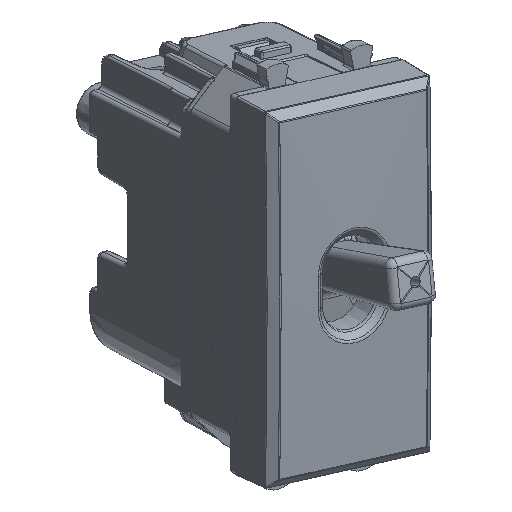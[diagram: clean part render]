
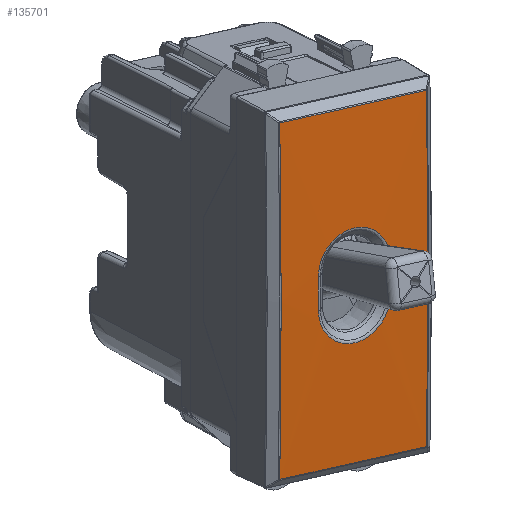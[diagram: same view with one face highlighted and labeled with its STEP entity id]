
A CAD part, top view. The second image highlights one B-rep face of the part: STEP entity #135701.
In plain terms, the highlighted cylindrical face has radius 825.27 mm (diameter 1650.54 mm), a partial arc.
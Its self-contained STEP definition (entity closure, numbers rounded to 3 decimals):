
#131173=CARTESIAN_POINT('Vertex',(9.767,-21.068,13.381)) ;
#131176=CARTESIAN_POINT('Line Origine',(0.,-21.068,13.381)) ;
#131180=CARTESIAN_POINT('Vertex',(-9.767,-21.068,13.381)) ;
#131265=CARTESIAN_POINT('Control Point',(-9.767,-21.068,13.381)) ;
#131266=CARTESIAN_POINT('Control Point',(-9.763,-16.33,13.502)) ;
#131267=CARTESIAN_POINT('Control Point',(-9.761,-11.592,13.589)) ;
#131268=CARTESIAN_POINT('Control Point',(-9.76,-6.853,13.642)) ;
#131269=CARTESIAN_POINT('Control Point',(-9.759,1.574,13.676)) ;
#131270=CARTESIAN_POINT('Control Point',(-9.761,10.002,13.602)) ;
#131271=CARTESIAN_POINT('Control Point',(-9.762,13.691,13.549)) ;
#131272=CARTESIAN_POINT('Control Point',(-9.764,17.38,13.475)) ;
#131273=CARTESIAN_POINT('Control Point',(-9.767,21.068,13.381)) ;
#131274=CARTESIAN_POINT('Vertex',(-9.767,21.068,13.381)) ;
#131333=CARTESIAN_POINT('Line Origine',(0.,21.068,13.381)) ;
#131337=CARTESIAN_POINT('Vertex',(9.767,21.068,13.381)) ;
#131422=CARTESIAN_POINT('Control Point',(9.767,-21.068,13.381)) ;
#131423=CARTESIAN_POINT('Control Point',(9.763,-16.361,13.501)) ;
#131424=CARTESIAN_POINT('Control Point',(9.761,-11.654,13.588)) ;
#131425=CARTESIAN_POINT('Control Point',(9.76,-6.945,13.641)) ;
#131426=CARTESIAN_POINT('Control Point',(9.759,1.482,13.676)) ;
#131427=CARTESIAN_POINT('Control Point',(9.761,9.91,13.603)) ;
#131428=CARTESIAN_POINT('Control Point',(9.762,13.63,13.55)) ;
#131429=CARTESIAN_POINT('Control Point',(9.764,17.349,13.476)) ;
#131430=CARTESIAN_POINT('Control Point',(9.767,21.068,13.381)) ;
#135633=CARTESIAN_POINT('Axis2P3D Location',(0.,0.,-811.62)) ;
#135645=CARTESIAN_POINT('Control Point',(4.795,-2.002,13.648)) ;
#135646=CARTESIAN_POINT('Control Point',(4.795,-0.668,13.651)) ;
#135647=CARTESIAN_POINT('Control Point',(4.795,0.667,13.651)) ;
#135648=CARTESIAN_POINT('Control Point',(4.795,2.002,13.648)) ;
#135649=CARTESIAN_POINT('Vertex',(4.795,2.003,13.648)) ;
#135651=CARTESIAN_POINT('Vertex',(4.795,-2.002,13.648)) ;
#135655=CARTESIAN_POINT('Control Point',(4.795,-2.003,13.648)) ;
#135656=CARTESIAN_POINT('Control Point',(4.794,-3.227,13.645)) ;
#135657=CARTESIAN_POINT('Control Point',(4.401,-4.45,13.639)) ;
#135658=CARTESIAN_POINT('Control Point',(3.616,-5.504,13.632)) ;
#135659=CARTESIAN_POINT('Control Point',(2.027,-6.595,13.624)) ;
#135660=CARTESIAN_POINT('Control Point',(0.185,-6.844,13.622)) ;
#135661=CARTESIAN_POINT('Control Point',(-0.437,-6.828,13.622)) ;
#135662=CARTESIAN_POINT('Control Point',(-2.214,-6.492,13.625)) ;
#135663=CARTESIAN_POINT('Control Point',(-3.71,-5.375,13.633)) ;
#135664=CARTESIAN_POINT('Control Point',(-4.433,-4.35,13.64)) ;
#135665=CARTESIAN_POINT('Control Point',(-4.794,-3.177,13.645)) ;
#135666=CARTESIAN_POINT('Control Point',(-4.795,-2.003,13.648)) ;
#135667=CARTESIAN_POINT('Vertex',(-4.795,-2.003,13.648)) ;
#135671=CARTESIAN_POINT('Control Point',(-4.795,2.002,13.648)) ;
#135672=CARTESIAN_POINT('Control Point',(-4.795,0.667,13.651)) ;
#135673=CARTESIAN_POINT('Control Point',(-4.795,-0.667,13.651)) ;
#135674=CARTESIAN_POINT('Control Point',(-4.795,-2.002,13.648)) ;
#135675=CARTESIAN_POINT('Vertex',(-4.795,2.002,13.648)) ;
#135679=CARTESIAN_POINT('Control Point',(4.795,2.003,13.648)) ;
#135680=CARTESIAN_POINT('Control Point',(4.794,3.381,13.644)) ;
#135681=CARTESIAN_POINT('Control Point',(4.296,4.759,13.638)) ;
#135682=CARTESIAN_POINT('Control Point',(3.298,5.894,13.629)) ;
#135683=CARTESIAN_POINT('Control Point',(1.42,6.864,13.621)) ;
#135684=CARTESIAN_POINT('Control Point',(-0.594,6.812,13.622)) ;
#135685=CARTESIAN_POINT('Control Point',(-1.206,6.696,13.623)) ;
#135686=CARTESIAN_POINT('Control Point',(-2.372,6.274,13.626)) ;
#135687=CARTESIAN_POINT('Control Point',(-3.349,5.509,13.632)) ;
#135688=CARTESIAN_POINT('Control Point',(-3.771,5.052,13.635)) ;
#135689=CARTESIAN_POINT('Control Point',(-4.341,4.191,13.64)) ;
#135690=CARTESIAN_POINT('Control Point',(-4.664,3.218,13.644)) ;
#135691=CARTESIAN_POINT('Control Point',(-4.751,2.817,13.645)) ;
#135692=CARTESIAN_POINT('Control Point',(-4.795,2.41,13.647)) ;
#135693=CARTESIAN_POINT('Control Point',(-4.795,2.003,13.648)) ;
#131177=DIRECTION('Vector Direction',(-1.,0.,0.)) ;
#131334=DIRECTION('Vector Direction',(1.,0.,0.)) ;
#135634=DIRECTION('Axis2P3D Direction',(1.,0.,0.)) ;
#135635=DIRECTION('Axis2P3D XDirection',(0.,0.027,1.)) ;
#135636=AXIS2_PLACEMENT_3D('Cylinder Axis2P3D',#135633,#135634,#135635) ;
#135639=ORIENTED_EDGE('',*,*,#131431,.F.) ;
#135640=ORIENTED_EDGE('',*,*,#131339,.F.) ;
#135641=ORIENTED_EDGE('',*,*,#131276,.F.) ;
#135642=ORIENTED_EDGE('',*,*,#131182,.F.) ;
#135696=ORIENTED_EDGE('',*,*,#135653,.T.) ;
#135697=ORIENTED_EDGE('',*,*,#135669,.T.) ;
#135698=ORIENTED_EDGE('',*,*,#135677,.T.) ;
#135699=ORIENTED_EDGE('',*,*,#135694,.T.) ;
#135700=FACE_BOUND('',#135695,.T.) ;
#131178=VECTOR('Line Direction',#131177,1.) ;
#131335=VECTOR('Line Direction',#131334,1.) ;
#135701=ADVANCED_FACE('PartBody',(#135643,#135700),#135637,.T.) ;
#131264=B_SPLINE_CURVE_WITH_KNOTS('',5,(#131265,#131266,#131267,#131268,#131269,#131270,#131271,#131272,#131273),.UNSPECIFIED.,.F.,.U.,(6,3,6),(17.188,58.208,90.142),.UNSPECIFIED.) ;
#131421=B_SPLINE_CURVE_WITH_KNOTS('',5,(#131422,#131423,#131424,#131425,#131426,#131427,#131428,#131429,#131430),.UNSPECIFIED.,.F.,.U.,(6,3,6),(17.188,57.942,90.141),.UNSPECIFIED.) ;
#135644=B_SPLINE_CURVE_WITH_KNOTS('',3,(#135645,#135646,#135647,#135648),.UNSPECIFIED.,.F.,.U.,(4,4),(47.604,54.538),.UNSPECIFIED.) ;
#135654=B_SPLINE_CURVE_WITH_KNOTS('',5,(#135655,#135656,#135657,#135658,#135659,#135660,#135661,#135662,#135663,#135664,#135665,#135666),.UNSPECIFIED.,.F.,.U.,(6,3,3,6),(0.,9.575,14.373,23.558),.UNSPECIFIED.) ;
#135670=B_SPLINE_CURVE_WITH_KNOTS('',3,(#135671,#135672,#135673,#135674),.UNSPECIFIED.,.F.,.U.,(4,4),(47.603,54.537),.UNSPECIFIED.) ;
#135678=B_SPLINE_CURVE_WITH_KNOTS('',5,(#135679,#135680,#135681,#135682,#135683,#135684,#135685,#135686,#135687,#135688,#135689,#135690,#135691,#135692,#135693),.UNSPECIFIED.,.F.,.U.,(6,3,3,3,6),(2.693,13.477,18.274,23.065,26.251),.UNSPECIFIED.) ;
#135637=CYLINDRICAL_SURFACE('generated cylinder',#135636,825.27) ;
#131182=EDGE_CURVE('',#131174,#131181,#131179,.T.) ;
#131276=EDGE_CURVE('',#131181,#131275,#131264,.T.) ;
#131339=EDGE_CURVE('',#131275,#131338,#131336,.T.) ;
#131431=EDGE_CURVE('',#131338,#131174,#131421,.F.) ;
#135653=EDGE_CURVE('',#135650,#135652,#135644,.F.) ;
#135669=EDGE_CURVE('',#135652,#135668,#135654,.T.) ;
#135677=EDGE_CURVE('',#135668,#135676,#135670,.F.) ;
#135694=EDGE_CURVE('',#135676,#135650,#135678,.F.) ;
#135638=EDGE_LOOP('',(#135639,#135640,#135641,#135642)) ;
#135695=EDGE_LOOP('',(#135696,#135697,#135698,#135699)) ;
#135643=FACE_OUTER_BOUND('',#135638,.T.) ;
#131179=LINE('Line',#131176,#131178) ;
#131336=LINE('Line',#131333,#131335) ;
#131174=VERTEX_POINT('',#131173) ;
#131181=VERTEX_POINT('',#131180) ;
#131275=VERTEX_POINT('',#131274) ;
#131338=VERTEX_POINT('',#131337) ;
#135650=VERTEX_POINT('',#135649) ;
#135652=VERTEX_POINT('',#135651) ;
#135668=VERTEX_POINT('',#135667) ;
#135676=VERTEX_POINT('',#135675) ;
